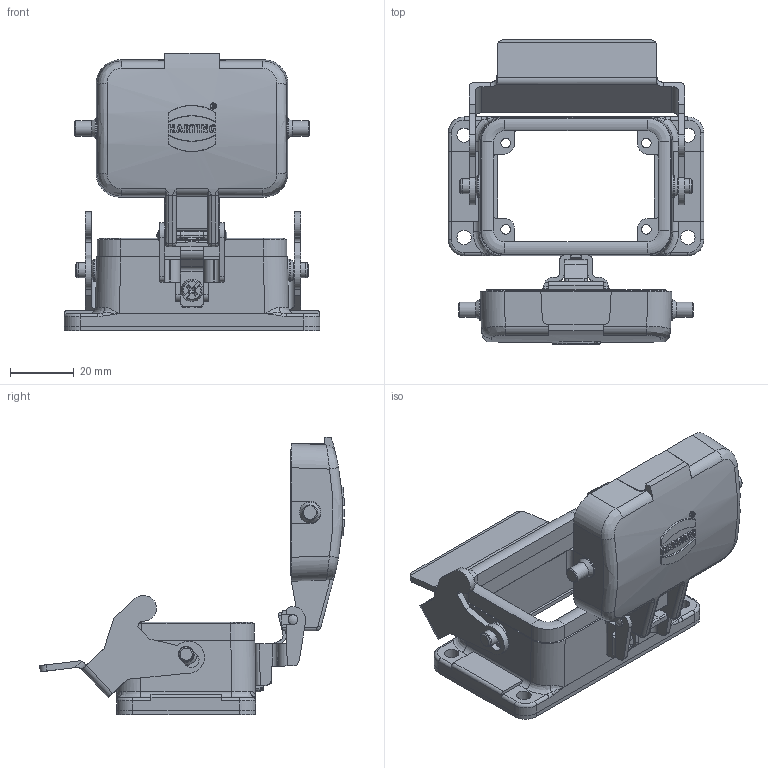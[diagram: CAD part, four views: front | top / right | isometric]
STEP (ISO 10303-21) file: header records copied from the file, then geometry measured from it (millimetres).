
FILE_DESCRIPTION((''),'2;1');
FILE_NAME('04300060318.stp','2020-07-07T15:22:48',('e.eickhoff'),(''),'Autodesk Inventor 2012','Autodesk Inventor 2012','');
FILE_SCHEMA(('AUTOMOTIVE_DESIGN { 1 0 10303 214 1 1 1 1 }'));
Length unit declared in the file: millimetre
Products named in the file (3): 04300060318; Metallbügel 1
Assembly tree (2 placements, depth 2):
  04300060318
    04300060318
    Metallbügel 1
Bounding box: 80.01 x 95.39 x 86.73 mm (x, y, z)
Volume: 47375.2 mm3; surface area: 34872.8 mm2
Topology: 3 solids, 3 shells, 744 faces, 2453 edges, 2246 vertices
Faces by surface type: plane 303, cylinder 234, bspline 162, cone 25, torus 18, sphere 2
Full cylindrical faces by diameter (mm): 2 x2, 3 x6, 4 x2, 4.5 x4, 4.75 x2, 4.8 x2, 5 x2, 6.5 x2, 7 x3
Entity records: 32216 total; most frequent: CARTESIAN_POINT 11313, DIRECTION 3896, ORIENTED_EDGE 3718, EDGE_CURVE 1859, AXIS2_PLACEMENT_3D 1402, VERTEX_POINT 1194, VECTOR 1092, LINE 1092
